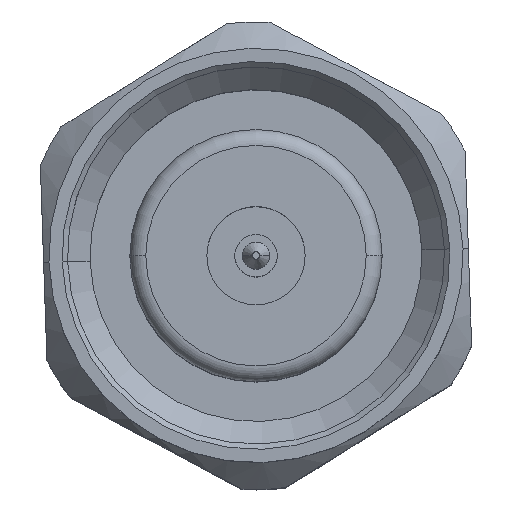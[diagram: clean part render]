
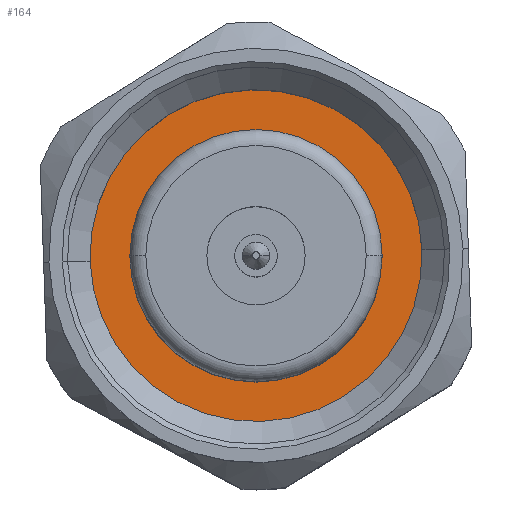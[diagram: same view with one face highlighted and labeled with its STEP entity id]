
A CAD part, top view. The second image highlights one B-rep face of the part: STEP entity #164.
In plain terms, the highlighted planar face has unit normal (0, 0, 1).
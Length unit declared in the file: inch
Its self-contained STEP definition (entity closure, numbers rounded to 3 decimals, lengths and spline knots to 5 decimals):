
#9 = CARTESIAN_POINT ( 'NONE',  ( -3.56178, -0.54937, 0.22618 ) ) ;
#73 = AXIS2_PLACEMENT_3D ( 'NONE', #6524, #5720, #4281 ) ;
#164 = ADVANCED_FACE ( 'NONE', ( #6910, #4631 ), #4532, .T. ) ;
#530 = VERTEX_POINT ( 'NONE', #1076 ) ;
#551 = AXIS2_PLACEMENT_3D ( 'NONE', #9, #7557, #5162 ) ;
#670 = CARTESIAN_POINT ( 'NONE',  ( -3.56178, -0.54937, 0.22618 ) ) ;
#1076 = CARTESIAN_POINT ( 'NONE',  ( -3.65528, -0.54937, 0.22618 ) ) ;
#1095 = ORIENTED_EDGE ( 'NONE', *, *, #9510, .T. ) ;
#1266 = CARTESIAN_POINT ( 'NONE',  ( -3.56178, -0.54937, 0.22618 ) ) ;
#2260 = DIRECTION ( 'NONE',  ( 1., 0., 0. ) ) ;
#2356 = DIRECTION ( 'NONE',  ( 1., 0., 0. ) ) ;
#2702 = AXIS2_PLACEMENT_3D ( 'NONE', #2967, #5423, #2356 ) ;
#2927 = CIRCLE ( 'NONE', #73, 0.12598 ) ;
#2967 = CARTESIAN_POINT ( 'NONE',  ( -3.56178, -0.54937, 0.22618 ) ) ;
#3074 = CIRCLE ( 'NONE', #6542, 0.12598 ) ;
#3099 = EDGE_CURVE ( 'NONE', #4146, #6658, #3074, .T. ) ;
#3243 = ORIENTED_EDGE ( 'NONE', *, *, #7798, .T. ) ;
#3331 = VERTEX_POINT ( 'NONE', #4745 ) ;
#4146 = VERTEX_POINT ( 'NONE', #6295 ) ;
#4281 = DIRECTION ( 'NONE',  ( 1., 0., 0. ) ) ;
#4531 = ORIENTED_EDGE ( 'NONE', *, *, #8745, .T. ) ;
#4532 = PLANE ( 'NONE',  #2702 ) ;
#4631 = FACE_OUTER_BOUND ( 'NONE', #5242, .T. ) ;
#4745 = CARTESIAN_POINT ( 'NONE',  ( -3.46827, -0.54937, 0.22618 ) ) ;
#5162 = DIRECTION ( 'NONE',  ( 1., 0., 0. ) ) ;
#5242 = EDGE_LOOP ( 'NONE', ( #1095, #8695 ) ) ;
#5338 = DIRECTION ( 'NONE',  ( 0., 0., -1. ) ) ;
#5423 = DIRECTION ( 'NONE',  ( 0., 0., 1. ) ) ;
#5591 = EDGE_LOOP ( 'NONE', ( #3243, #4531 ) ) ;
#5720 = DIRECTION ( 'NONE',  ( 0., 0., 1. ) ) ;
#6007 = DIRECTION ( 'NONE',  ( 1., 0., 0. ) ) ;
#6295 = CARTESIAN_POINT ( 'NONE',  ( -3.43579, -0.54937, 0.22618 ) ) ;
#6353 = CARTESIAN_POINT ( 'NONE',  ( -3.68776, -0.54937, 0.22618 ) ) ;
#6524 = CARTESIAN_POINT ( 'NONE',  ( -3.56178, -0.54937, 0.22618 ) ) ;
#6542 = AXIS2_PLACEMENT_3D ( 'NONE', #1266, #6657, #6007 ) ;
#6657 = DIRECTION ( 'NONE',  ( 0., 0., 1. ) ) ;
#6658 = VERTEX_POINT ( 'NONE', #6353 ) ;
#6876 = CIRCLE ( 'NONE', #551, 0.0935 ) ;
#6910 = FACE_BOUND ( 'NONE', #5591, .T. ) ;
#7484 = CIRCLE ( 'NONE', #8890, 0.0935 ) ;
#7557 = DIRECTION ( 'NONE',  ( 0., 0., -1. ) ) ;
#7798 = EDGE_CURVE ( 'NONE', #530, #3331, #6876, .T. ) ;
#8695 = ORIENTED_EDGE ( 'NONE', *, *, #3099, .T. ) ;
#8745 = EDGE_CURVE ( 'NONE', #3331, #530, #7484, .T. ) ;
#8890 = AXIS2_PLACEMENT_3D ( 'NONE', #670, #5338, #2260 ) ;
#9510 = EDGE_CURVE ( 'NONE', #6658, #4146, #2927, .T. ) ;
